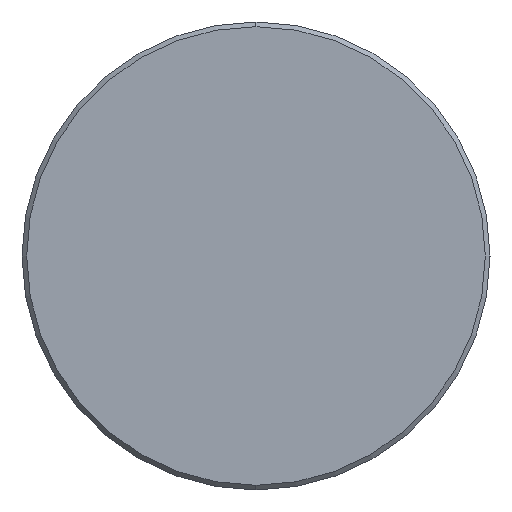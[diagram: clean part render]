
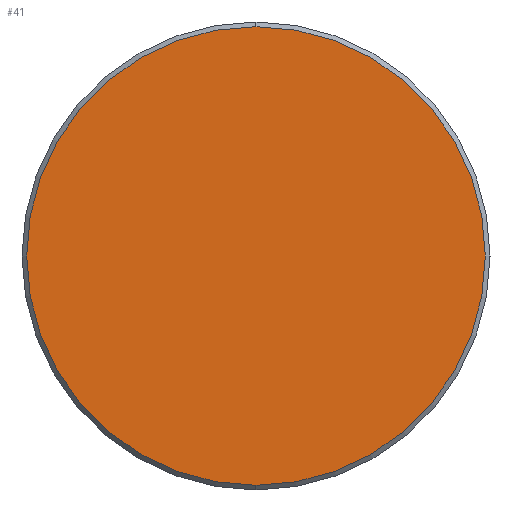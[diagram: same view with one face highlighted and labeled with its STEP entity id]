
A CAD part, left-side view. The second image highlights one B-rep face of the part: STEP entity #41.
In plain terms, the highlighted planar face has unit normal (-1, 0, 0).
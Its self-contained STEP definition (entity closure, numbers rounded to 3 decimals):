
#37 = ORIENTED_EDGE ( 'NONE', *, *, #305, .T. ) ;
#41 = ADVANCED_FACE ( 'NONE', ( #283 ), #396, .F. ) ;
#86 = DIRECTION ( 'NONE',  ( 1., 0., 0. ) ) ;
#104 = CARTESIAN_POINT ( 'NONE',  ( 0., 0., -14.7 ) ) ;
#112 = DIRECTION ( 'NONE',  ( -1., 0., 0. ) ) ;
#130 = DIRECTION ( 'NONE',  ( 0., 0., -1. ) ) ;
#137 = CARTESIAN_POINT ( 'NONE',  ( 0., 0., 0. ) ) ;
#153 = VERTEX_POINT ( 'NONE', #213 ) ;
#167 = CARTESIAN_POINT ( 'NONE',  ( 0., 0., 0. ) ) ;
#179 = DIRECTION ( 'NONE',  ( 0., 0., 1. ) ) ;
#193 = AXIS2_PLACEMENT_3D ( 'NONE', #350, #112, #381 ) ;
#213 = CARTESIAN_POINT ( 'NONE',  ( 0., 0., 14.7 ) ) ;
#236 = CIRCLE ( 'NONE', #358, 14.7 ) ;
#278 = VERTEX_POINT ( 'NONE', #104 ) ;
#281 = AXIS2_PLACEMENT_3D ( 'NONE', #167, #86, #130 ) ;
#283 = FACE_OUTER_BOUND ( 'NONE', #409, .T. ) ;
#305 = EDGE_CURVE ( 'NONE', #278, #153, #236, .T. ) ;
#350 = CARTESIAN_POINT ( 'NONE',  ( 0., 0., 0. ) ) ;
#358 = AXIS2_PLACEMENT_3D ( 'NONE', #137, #450, #179 ) ;
#381 = DIRECTION ( 'NONE',  ( 0., 0., 1. ) ) ;
#394 = ORIENTED_EDGE ( 'NONE', *, *, #430, .T. ) ;
#396 = PLANE ( 'NONE',  #281 ) ;
#408 = CIRCLE ( 'NONE', #193, 14.7 ) ;
#409 = EDGE_LOOP ( 'NONE', ( #37, #394 ) ) ;
#430 = EDGE_CURVE ( 'NONE', #153, #278, #408, .T. ) ;
#450 = DIRECTION ( 'NONE',  ( -1., 0., 0. ) ) ;
